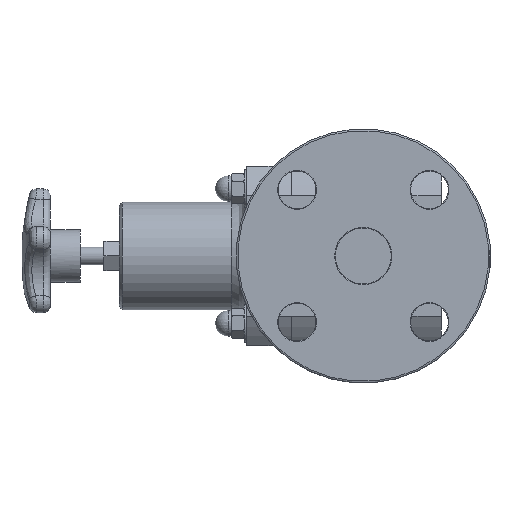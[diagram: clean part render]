
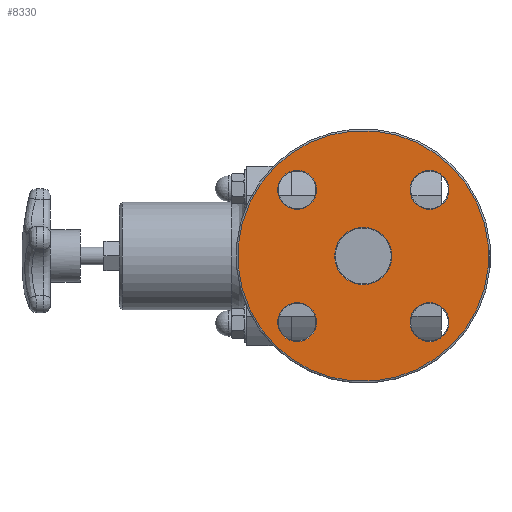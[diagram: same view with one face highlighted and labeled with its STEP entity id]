
A CAD part, left-side view. The second image highlights one B-rep face of the part: STEP entity #8330.
In plain terms, the highlighted planar face has unit normal (-1, 0, 0).
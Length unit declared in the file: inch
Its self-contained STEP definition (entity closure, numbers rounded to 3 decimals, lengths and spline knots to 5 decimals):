
#8224=CARTESIAN_POINT('',(-3.83,2.78139,1.48139));
#8225=VERTEX_POINT('',#8224);
#8226=CARTESIAN_POINT('',(-3.83,1.3,0.));
#8227=DIRECTION('',(1.,0.,0.));
#8228=DIRECTION('',(0.,-0.707,-0.707));
#8229=AXIS2_PLACEMENT_3D('',#8226,#8227,#8228);
#8230=CIRCLE('',#8229,2.095);
#8231=EDGE_CURVE('',#8225,#8225,#8230,.T.);
#8267=CARTESIAN_POINT('',(-3.83,2.21676,0.91676));
#8268=DIRECTION('',(-1.0,0.0,0.0));
#8269=DIRECTION('',(0.0,-0.707,0.707));
#8270=AXIS2_PLACEMENT_3D('',#8267,#8268,#8269);
#8271=PLANE('',#8270);
#8272=ORIENTED_EDGE('',*,*,#8231,.F.);
#8273=EDGE_LOOP('',(#8272));
#8274=FACE_OUTER_BOUND('',#8273,.T.);
#8275=CARTESIAN_POINT('',(-3.83,0.42496,1.33466));
#8276=VERTEX_POINT('',#8275);
#8277=CARTESIAN_POINT('',(-3.83,0.19515,1.10485));
#8278=DIRECTION('',(-1.0,0.,0.));
#8279=DIRECTION('',(0.,-0.707,-0.707));
#8280=AXIS2_PLACEMENT_3D('',#8277,#8278,#8279);
#8281=CIRCLE('',#8280,0.325);
#8282=EDGE_CURVE('',#8276,#8276,#8281,.T.);
#8283=ORIENTED_EDGE('',*,*,#8282,.F.);
#8284=EDGE_LOOP('',(#8283));
#8285=FACE_BOUND('',#8284,.T.);
#8286=CARTESIAN_POINT('',(-3.83,-0.03466,-0.87504));
#8287=VERTEX_POINT('',#8286);
#8288=CARTESIAN_POINT('',(-3.83,0.19515,-1.10485));
#8289=DIRECTION('',(-1.0,0.,0.));
#8290=DIRECTION('',(0.,0.707,-0.707));
#8291=AXIS2_PLACEMENT_3D('',#8288,#8289,#8290);
#8292=CIRCLE('',#8291,0.325);
#8293=EDGE_CURVE('',#8287,#8287,#8292,.T.);
#8294=ORIENTED_EDGE('',*,*,#8293,.F.);
#8295=EDGE_LOOP('',(#8294));
#8296=FACE_BOUND('',#8295,.T.);
#8297=CARTESIAN_POINT('',(-3.83,2.17504,-1.33466));
#8298=VERTEX_POINT('',#8297);
#8299=CARTESIAN_POINT('',(-3.83,2.40485,-1.10485));
#8300=DIRECTION('',(-1.0,0.,0.));
#8301=DIRECTION('',(0.,0.707,0.707));
#8302=AXIS2_PLACEMENT_3D('',#8299,#8300,#8301);
#8303=CIRCLE('',#8302,0.325);
#8304=EDGE_CURVE('',#8298,#8298,#8303,.T.);
#8305=ORIENTED_EDGE('',*,*,#8304,.F.);
#8306=EDGE_LOOP('',(#8305));
#8307=FACE_BOUND('',#8306,.T.);
#8308=CARTESIAN_POINT('',(-3.83,1.638,0.338));
#8309=VERTEX_POINT('',#8308);
#8310=CARTESIAN_POINT('',(-3.83,1.3,0.));
#8311=DIRECTION('',(-1.0,0.,0.));
#8312=DIRECTION('',(0.,-0.707,-0.707));
#8313=AXIS2_PLACEMENT_3D('',#8310,#8311,#8312);
#8314=CIRCLE('',#8313,0.478);
#8315=EDGE_CURVE('',#8309,#8309,#8314,.T.);
#8316=ORIENTED_EDGE('',*,*,#8315,.F.);
#8317=EDGE_LOOP('',(#8316));
#8318=FACE_BOUND('',#8317,.T.);
#8319=CARTESIAN_POINT('',(-3.83,2.63466,0.87504));
#8320=VERTEX_POINT('',#8319);
#8321=CARTESIAN_POINT('',(-3.83,2.40485,1.10485));
#8322=DIRECTION('',(-1.0,0.,0.));
#8323=DIRECTION('',(0.,-0.707,0.707));
#8324=AXIS2_PLACEMENT_3D('',#8321,#8322,#8323);
#8325=CIRCLE('',#8324,0.325);
#8326=EDGE_CURVE('',#8320,#8320,#8325,.T.);
#8327=ORIENTED_EDGE('',*,*,#8326,.F.);
#8328=EDGE_LOOP('',(#8327));
#8329=FACE_BOUND('',#8328,.T.);
#8330=ADVANCED_FACE('',(#8274,#8285,#8296,#8307,#8318,#8329),#8271,.T.);
